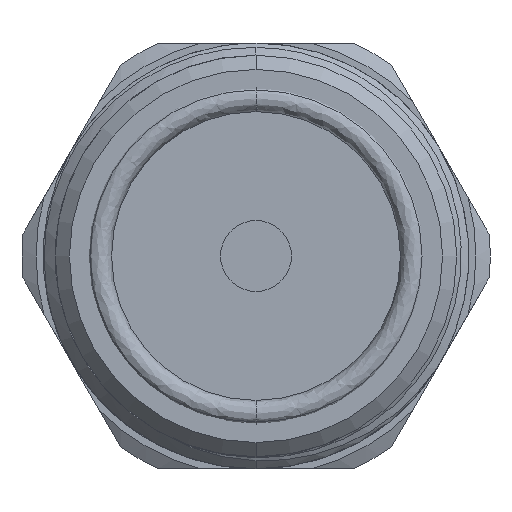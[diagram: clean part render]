
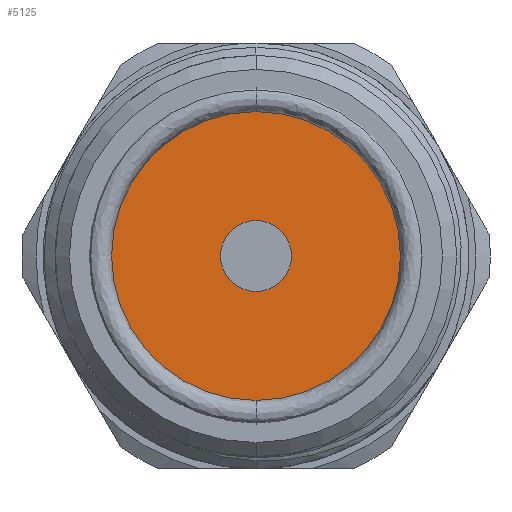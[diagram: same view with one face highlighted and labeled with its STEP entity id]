
A CAD part, front view. The second image highlights one B-rep face of the part: STEP entity #5125.
In plain terms, the highlighted planar face has unit normal (0, -1, 0).
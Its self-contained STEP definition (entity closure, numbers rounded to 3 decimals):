
#402 = CIRCLE ( 'NONE', #3627, 2.5 ) ;
#545 = EDGE_CURVE ( 'NONE', #5736, #2021, #402, .T. ) ;
#639 = EDGE_CURVE ( 'NONE', #2152, #5234, #5668, .T. ) ;
#741 = DIRECTION ( 'NONE',  ( 0., 0., -1. ) ) ;
#748 = EDGE_CURVE ( 'NONE', #2021, #5736, #5013, .T. ) ;
#755 = DIRECTION ( 'NONE',  ( 0., -1., 0. ) ) ;
#764 = CARTESIAN_POINT ( 'NONE',  ( 0., 15.4, 0. ) ) ;
#1173 = FACE_BOUND ( 'NONE', #3099, .T. ) ;
#1175 = CARTESIAN_POINT ( 'NONE',  ( 0., 15.4, 0. ) ) ;
#1217 = PLANE ( 'NONE',  #3600 ) ;
#1352 = AXIS2_PLACEMENT_3D ( 'NONE', #1175, #4417, #1660 ) ;
#1660 = DIRECTION ( 'NONE',  ( 0., 0., -1. ) ) ;
#1730 = ORIENTED_EDGE ( 'NONE', *, *, #639, .T. ) ;
#2021 = VERTEX_POINT ( 'NONE', #2343 ) ;
#2152 = VERTEX_POINT ( 'NONE', #5542 ) ;
#2242 = ORIENTED_EDGE ( 'NONE', *, *, #4306, .T. ) ;
#2291 = ORIENTED_EDGE ( 'NONE', *, *, #545, .F. ) ;
#2343 = CARTESIAN_POINT ( 'NONE',  ( 0., 15.4, -2.5 ) ) ;
#2463 = AXIS2_PLACEMENT_3D ( 'NONE', #3720, #3728, #3758 ) ;
#2601 = DIRECTION ( 'NONE',  ( 0., 1., 0. ) ) ;
#2652 = CARTESIAN_POINT ( 'NONE',  ( 0., 15.4, 0. ) ) ;
#2659 = DIRECTION ( 'NONE',  ( 0., -1., 0. ) ) ;
#2668 = DIRECTION ( 'NONE',  ( 0., 0., -1. ) ) ;
#2678 = CARTESIAN_POINT ( 'NONE',  ( 0., 15.4, 11.7 ) ) ;
#3015 = AXIS2_PLACEMENT_3D ( 'NONE', #764, #755, #741 ) ;
#3047 = CIRCLE ( 'NONE', #1352, 11.7 ) ;
#3099 = EDGE_LOOP ( 'NONE', ( #5685, #2291 ) ) ;
#3600 = AXIS2_PLACEMENT_3D ( 'NONE', #4449, #2601, #5754 ) ;
#3627 = AXIS2_PLACEMENT_3D ( 'NONE', #2652, #2659, #2668 ) ;
#3720 = CARTESIAN_POINT ( 'NONE',  ( 0., 15.4, 0. ) ) ;
#3728 = DIRECTION ( 'NONE',  ( 0., -1., 0. ) ) ;
#3758 = DIRECTION ( 'NONE',  ( 0., 0., -1. ) ) ;
#3926 = EDGE_LOOP ( 'NONE', ( #2242, #1730 ) ) ;
#4079 = CARTESIAN_POINT ( 'NONE',  ( 0., 15.4, 2.5 ) ) ;
#4306 = EDGE_CURVE ( 'NONE', #5234, #2152, #3047, .T. ) ;
#4417 = DIRECTION ( 'NONE',  ( 0., -1., 0. ) ) ;
#4449 = CARTESIAN_POINT ( 'NONE',  ( 2.5, 15.4, 0. ) ) ;
#4869 = FACE_OUTER_BOUND ( 'NONE', #3926, .T. ) ;
#5013 = CIRCLE ( 'NONE', #2463, 2.5 ) ;
#5125 = ADVANCED_FACE ( 'NONE', ( #1173, #4869 ), #1217, .F. ) ;
#5234 = VERTEX_POINT ( 'NONE', #2678 ) ;
#5542 = CARTESIAN_POINT ( 'NONE',  ( 0., 15.4, -11.7 ) ) ;
#5668 = CIRCLE ( 'NONE', #3015, 11.7 ) ;
#5685 = ORIENTED_EDGE ( 'NONE', *, *, #748, .F. ) ;
#5736 = VERTEX_POINT ( 'NONE', #4079 ) ;
#5754 = DIRECTION ( 'NONE',  ( 0., 0., 1. ) ) ;
